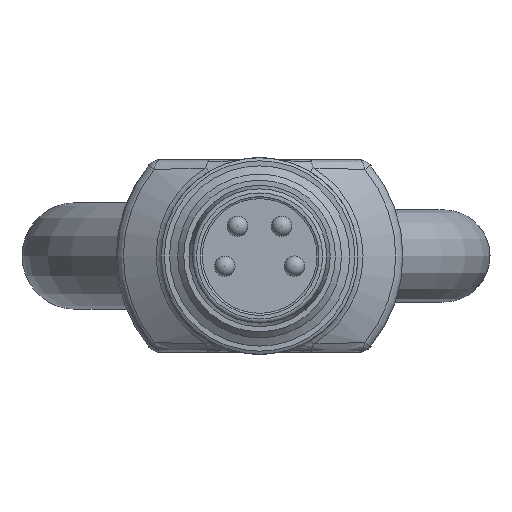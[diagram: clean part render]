
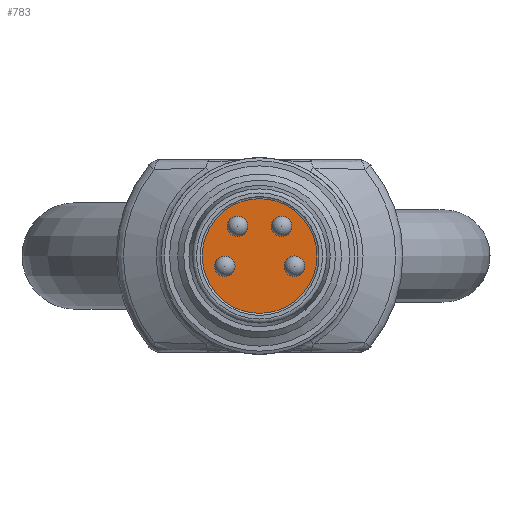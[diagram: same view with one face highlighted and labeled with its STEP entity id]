
A CAD part, left-side view. The second image highlights one B-rep face of the part: STEP entity #783.
In plain terms, the highlighted planar face has unit normal (-1, 0, 0).
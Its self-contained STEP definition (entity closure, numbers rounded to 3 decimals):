
#783=ADVANCED_FACE('',(#1639,#1640,#1641,#1642,#1643),#875,.T.);
#875=PLANE('',#5344);
#1639=FACE_BOUND('',#1969,.T.);
#1640=FACE_BOUND('',#1970,.T.);
#1641=FACE_BOUND('',#1971,.T.);
#1642=FACE_BOUND('',#1972,.T.);
#1643=FACE_BOUND('',#1973,.T.);
#1969=EDGE_LOOP('',(#3257));
#1970=EDGE_LOOP('',(#3258));
#1971=EDGE_LOOP('',(#3259));
#1972=EDGE_LOOP('',(#3260));
#1973=EDGE_LOOP('',(#3261));
#3257=ORIENTED_EDGE('',*,*,#4460,.T.);
#3258=ORIENTED_EDGE('',*,*,#4461,.T.);
#3259=ORIENTED_EDGE('',*,*,#4459,.T.);
#3260=ORIENTED_EDGE('',*,*,#4458,.T.);
#3261=ORIENTED_EDGE('',*,*,#4457,.T.);
#3787=VERTEX_POINT('',#11187);
#3788=VERTEX_POINT('',#11190);
#3789=VERTEX_POINT('',#11193);
#3790=VERTEX_POINT('',#11196);
#3791=VERTEX_POINT('',#11199);
#4457=EDGE_CURVE('',#3787,#3787,#4807,.T.);
#4458=EDGE_CURVE('',#3788,#3788,#4808,.T.);
#4459=EDGE_CURVE('',#3789,#3789,#4809,.T.);
#4460=EDGE_CURVE('',#3790,#3790,#4810,.T.);
#4461=EDGE_CURVE('',#3791,#3791,#4811,.T.);
#4807=CIRCLE('',#5335,0.5);
#4808=CIRCLE('',#5337,0.5);
#4809=CIRCLE('',#5339,0.5);
#4810=CIRCLE('',#5341,0.5);
#4811=CIRCLE('',#5343,2.8);
#5335=AXIS2_PLACEMENT_3D('',#11186,#6662,#6663);
#5337=AXIS2_PLACEMENT_3D('',#11189,#6666,#6667);
#5339=AXIS2_PLACEMENT_3D('',#11192,#6670,#6671);
#5341=AXIS2_PLACEMENT_3D('',#11195,#6674,#6675);
#5343=AXIS2_PLACEMENT_3D('',#11198,#6678,#6679);
#5344=AXIS2_PLACEMENT_3D('',#11200,#6680,#6681);
#6662=DIRECTION('',(1.,0.,0.));
#6663=DIRECTION('',(0.,1.,0.));
#6666=DIRECTION('',(1.,0.,0.));
#6667=DIRECTION('',(0.,1.,0.));
#6670=DIRECTION('',(1.,0.,0.));
#6671=DIRECTION('',(0.,1.,0.));
#6674=DIRECTION('',(1.,0.,0.));
#6675=DIRECTION('',(0.,1.,0.));
#6678=DIRECTION('',(-1.,0.,0.));
#6679=DIRECTION('',(0.,1.,0.));
#6680=DIRECTION('',(-1.,0.,0.));
#6681=DIRECTION('',(0.,1.,0.));
#11186=CARTESIAN_POINT('',(-9.2,-1.075,1.45));
#11187=CARTESIAN_POINT('',(-9.2,-0.575,1.45));
#11189=CARTESIAN_POINT('',(-9.2,1.7,-0.5));
#11190=CARTESIAN_POINT('',(-9.2,2.2,-0.5));
#11192=CARTESIAN_POINT('',(-9.2,1.075,1.45));
#11193=CARTESIAN_POINT('',(-9.2,1.575,1.45));
#11195=CARTESIAN_POINT('',(-9.2,-1.7,-0.5));
#11196=CARTESIAN_POINT('',(-9.2,-1.2,-0.5));
#11198=CARTESIAN_POINT('',(-9.2,0.,0.));
#11199=CARTESIAN_POINT('',(-9.2,2.8,0.));
#11200=CARTESIAN_POINT('',(-9.2,-2.9,0.));
